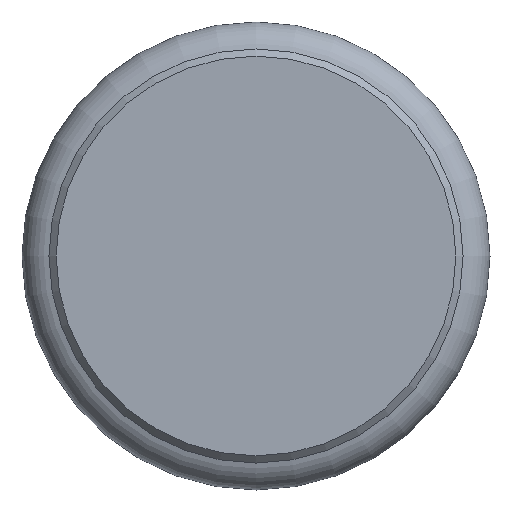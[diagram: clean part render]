
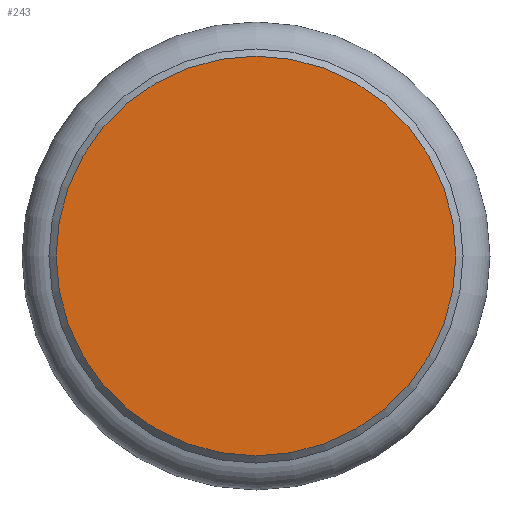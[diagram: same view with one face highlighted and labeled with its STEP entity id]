
A CAD part, left-side view. The second image highlights one B-rep face of the part: STEP entity #243.
In plain terms, the highlighted planar face has unit normal (-1, 0, 0).
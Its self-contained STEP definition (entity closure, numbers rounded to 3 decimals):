
#18=PLANE('',#301);
#41=FACE_OUTER_BOUND('',#54,.T.);
#54=EDGE_LOOP('',(#198));
#84=CIRCLE('',#299,27.75);
#113=VERTEX_POINT('',#464);
#145=EDGE_CURVE('',#113,#113,#84,.T.);
#198=ORIENTED_EDGE('',*,*,#145,.F.);
#243=ADVANCED_FACE('',(#41),#18,.T.);
#299=AXIS2_PLACEMENT_3D('',#465,#378,#379);
#301=AXIS2_PLACEMENT_3D('',#469,#383,#384);
#378=DIRECTION('center_axis',(1.,0.,0.));
#379=DIRECTION('ref_axis',(0.,1.,0.));
#383=DIRECTION('center_axis',(-1.,0.,0.));
#384=DIRECTION('ref_axis',(0.,0.,1.));
#464=CARTESIAN_POINT('',(-41.,-27.75,0.));
#465=CARTESIAN_POINT('Origin',(-41.,0.,0.));
#469=CARTESIAN_POINT('Origin',(-41.,0.,0.));
